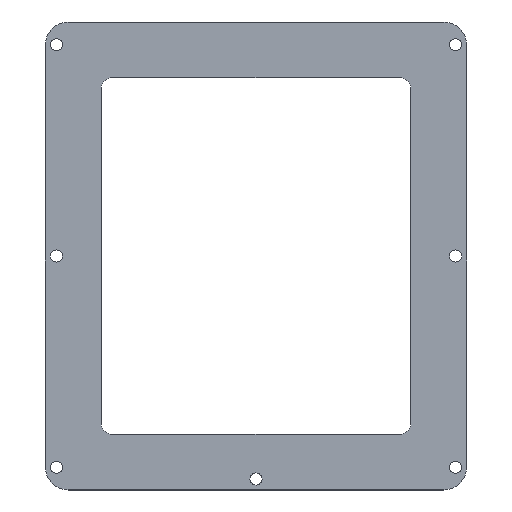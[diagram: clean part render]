
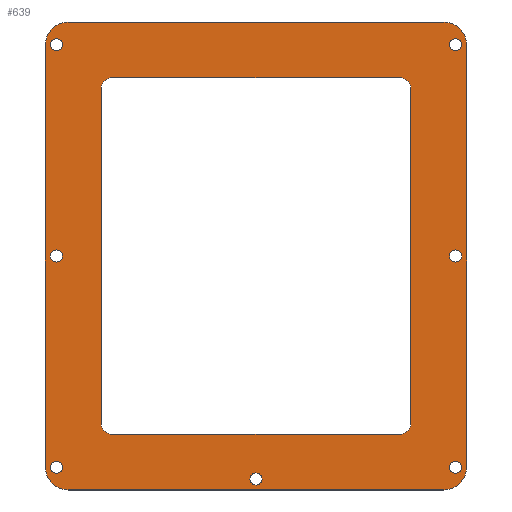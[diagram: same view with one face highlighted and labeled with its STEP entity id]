
A CAD part, top view. The second image highlights one B-rep face of the part: STEP entity #639.
In plain terms, the highlighted planar face has unit normal (0, 0, 1).
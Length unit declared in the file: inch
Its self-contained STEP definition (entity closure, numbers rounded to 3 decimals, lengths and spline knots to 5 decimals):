
#38=FACE_BOUND('',#128,.T.);
#39=FACE_BOUND('',#129,.T.);
#40=FACE_BOUND('',#130,.T.);
#41=FACE_BOUND('',#131,.T.);
#42=FACE_BOUND('',#132,.T.);
#43=FACE_BOUND('',#133,.T.);
#44=FACE_BOUND('',#134,.T.);
#45=FACE_BOUND('',#135,.T.);
#51=PLANE('',#738);
#87=FACE_OUTER_BOUND('',#127,.T.);
#127=EDGE_LOOP('',(#536,#537,#538,#539,#540,#541,#542,#543));
#128=EDGE_LOOP('',(#544));
#129=EDGE_LOOP('',(#545));
#130=EDGE_LOOP('',(#546));
#131=EDGE_LOOP('',(#547));
#132=EDGE_LOOP('',(#548));
#133=EDGE_LOOP('',(#549));
#134=EDGE_LOOP('',(#550));
#135=EDGE_LOOP('',(#551,#552,#553,#554,#555,#556,#557,#558));
#136=LINE('',#951,#174);
#138=LINE('',#971,#176);
#141=LINE('',#978,#179);
#142=LINE('',#992,#180);
#164=LINE('',#1089,#202);
#167=LINE('',#1097,#205);
#170=LINE('',#1105,#208);
#173=LINE('',#1112,#211);
#174=VECTOR('',#749,0.3937);
#176=VECTOR('',#773,0.3937);
#179=VECTOR('',#780,0.3937);
#180=VECTOR('',#799,0.3937);
#202=VECTOR('',#907,0.3937);
#205=VECTOR('',#916,0.3937);
#208=VECTOR('',#925,0.3937);
#211=VECTOR('',#934,0.3937);
#215=CIRCLE('',#667,0.125);
#219=CIRCLE('',#672,0.125);
#223=CIRCLE('',#679,0.125);
#227=CIRCLE('',#684,0.125);
#240=CIRCLE('',#701,0.0645);
#242=CIRCLE('',#705,0.0645);
#244=CIRCLE('',#709,0.0645);
#246=CIRCLE('',#713,0.0645);
#248=CIRCLE('',#717,0.0645);
#250=CIRCLE('',#721,0.0645);
#252=CIRCLE('',#725,0.0645);
#253=CIRCLE('',#727,0.242);
#254=CIRCLE('',#730,0.242);
#255=CIRCLE('',#733,0.242);
#256=CIRCLE('',#736,0.242);
#258=VERTEX_POINT('',#948);
#259=VERTEX_POINT('',#950);
#262=VERTEX_POINT('',#957);
#263=VERTEX_POINT('',#962);
#266=VERTEX_POINT('',#969);
#267=VERTEX_POINT('',#974);
#270=VERTEX_POINT('',#981);
#271=VERTEX_POINT('',#986);
#289=VERTEX_POINT('',#1030);
#291=VERTEX_POINT('',#1038);
#293=VERTEX_POINT('',#1046);
#295=VERTEX_POINT('',#1054);
#297=VERTEX_POINT('',#1062);
#299=VERTEX_POINT('',#1070);
#301=VERTEX_POINT('',#1078);
#302=VERTEX_POINT('',#1082);
#303=VERTEX_POINT('',#1083);
#304=VERTEX_POINT('',#1088);
#305=VERTEX_POINT('',#1092);
#306=VERTEX_POINT('',#1096);
#307=VERTEX_POINT('',#1100);
#308=VERTEX_POINT('',#1104);
#309=VERTEX_POINT('',#1108);
#311=EDGE_CURVE('',#259,#258,#136,.T.);
#315=EDGE_CURVE('',#262,#258,#215,.T.);
#319=EDGE_CURVE('',#259,#263,#219,.T.);
#321=EDGE_CURVE('',#262,#266,#138,.T.);
#325=EDGE_CURVE('',#267,#263,#141,.T.);
#327=EDGE_CURVE('',#270,#266,#223,.T.);
#331=EDGE_CURVE('',#267,#271,#227,.T.);
#332=EDGE_CURVE('',#270,#271,#142,.T.);
#352=EDGE_CURVE('',#289,#289,#240,.T.);
#356=EDGE_CURVE('',#291,#291,#242,.T.);
#360=EDGE_CURVE('',#293,#293,#244,.T.);
#364=EDGE_CURVE('',#295,#295,#246,.T.);
#368=EDGE_CURVE('',#297,#297,#248,.T.);
#372=EDGE_CURVE('',#299,#299,#250,.T.);
#376=EDGE_CURVE('',#301,#301,#252,.T.);
#377=EDGE_CURVE('',#302,#303,#253,.T.);
#380=EDGE_CURVE('',#303,#304,#164,.T.);
#382=EDGE_CURVE('',#304,#305,#254,.T.);
#384=EDGE_CURVE('',#305,#306,#167,.T.);
#386=EDGE_CURVE('',#306,#307,#255,.T.);
#388=EDGE_CURVE('',#308,#302,#170,.T.);
#390=EDGE_CURVE('',#309,#308,#256,.T.);
#392=EDGE_CURVE('',#307,#309,#173,.T.);
#536=ORIENTED_EDGE('',*,*,#386,.T.);
#537=ORIENTED_EDGE('',*,*,#392,.T.);
#538=ORIENTED_EDGE('',*,*,#390,.T.);
#539=ORIENTED_EDGE('',*,*,#388,.T.);
#540=ORIENTED_EDGE('',*,*,#377,.T.);
#541=ORIENTED_EDGE('',*,*,#380,.T.);
#542=ORIENTED_EDGE('',*,*,#382,.T.);
#543=ORIENTED_EDGE('',*,*,#384,.T.);
#544=ORIENTED_EDGE('',*,*,#352,.T.);
#545=ORIENTED_EDGE('',*,*,#356,.T.);
#546=ORIENTED_EDGE('',*,*,#360,.T.);
#547=ORIENTED_EDGE('',*,*,#364,.T.);
#548=ORIENTED_EDGE('',*,*,#368,.T.);
#549=ORIENTED_EDGE('',*,*,#372,.T.);
#550=ORIENTED_EDGE('',*,*,#376,.T.);
#551=ORIENTED_EDGE('',*,*,#332,.T.);
#552=ORIENTED_EDGE('',*,*,#331,.F.);
#553=ORIENTED_EDGE('',*,*,#325,.T.);
#554=ORIENTED_EDGE('',*,*,#319,.F.);
#555=ORIENTED_EDGE('',*,*,#311,.T.);
#556=ORIENTED_EDGE('',*,*,#315,.F.);
#557=ORIENTED_EDGE('',*,*,#321,.T.);
#558=ORIENTED_EDGE('',*,*,#327,.F.);
#639=ADVANCED_FACE('',(#87,#38,#39,#40,#41,#42,#43,#44,#45),#51,.T.);
#667=AXIS2_PLACEMENT_3D('',#959,#757,#758);
#672=AXIS2_PLACEMENT_3D('',#966,#767,#768);
#679=AXIS2_PLACEMENT_3D('',#983,#785,#786);
#684=AXIS2_PLACEMENT_3D('',#990,#795,#796);
#701=AXIS2_PLACEMENT_3D('',#1032,#837,#838);
#705=AXIS2_PLACEMENT_3D('',#1040,#847,#848);
#709=AXIS2_PLACEMENT_3D('',#1048,#857,#858);
#713=AXIS2_PLACEMENT_3D('',#1056,#867,#868);
#717=AXIS2_PLACEMENT_3D('',#1064,#877,#878);
#721=AXIS2_PLACEMENT_3D('',#1072,#887,#888);
#725=AXIS2_PLACEMENT_3D('',#1080,#897,#898);
#727=AXIS2_PLACEMENT_3D('',#1084,#901,#902);
#730=AXIS2_PLACEMENT_3D('',#1093,#911,#912);
#733=AXIS2_PLACEMENT_3D('',#1101,#920,#921);
#736=AXIS2_PLACEMENT_3D('',#1109,#929,#930);
#738=AXIS2_PLACEMENT_3D('',#1113,#935,#936);
#749=DIRECTION('',(0.,1.,0.));
#757=DIRECTION('center_axis',(0.,0.,1.));
#758=DIRECTION('ref_axis',(-0.707,0.707,0.));
#767=DIRECTION('center_axis',(0.,0.,1.));
#768=DIRECTION('ref_axis',(-0.707,-0.707,0.));
#773=DIRECTION('',(1.,0.,0.));
#780=DIRECTION('',(-1.,0.,0.));
#785=DIRECTION('center_axis',(0.,0.,1.));
#786=DIRECTION('ref_axis',(0.707,0.707,0.));
#795=DIRECTION('center_axis',(0.,0.,1.));
#796=DIRECTION('ref_axis',(0.707,-0.707,0.));
#799=DIRECTION('',(0.,-1.,0.));
#837=DIRECTION('center_axis',(0.,0.,-1.));
#838=DIRECTION('ref_axis',(-1.,0.,0.));
#847=DIRECTION('center_axis',(0.,0.,-1.));
#848=DIRECTION('ref_axis',(-1.,0.,0.));
#857=DIRECTION('center_axis',(0.,0.,-1.));
#858=DIRECTION('ref_axis',(-1.,0.,0.));
#867=DIRECTION('center_axis',(0.,0.,-1.));
#868=DIRECTION('ref_axis',(-1.,0.,0.));
#877=DIRECTION('center_axis',(0.,0.,-1.));
#878=DIRECTION('ref_axis',(-1.,0.,0.));
#887=DIRECTION('center_axis',(0.,0.,-1.));
#888=DIRECTION('ref_axis',(-1.,0.,0.));
#897=DIRECTION('center_axis',(0.,0.,-1.));
#898=DIRECTION('ref_axis',(-1.,0.,0.));
#901=DIRECTION('center_axis',(0.,0.,1.));
#902=DIRECTION('ref_axis',(1.,0.,0.));
#907=DIRECTION('',(0.,-1.,0.));
#911=DIRECTION('center_axis',(0.,0.,1.));
#912=DIRECTION('ref_axis',(0.,1.,0.));
#916=DIRECTION('',(1.,0.,0.));
#920=DIRECTION('center_axis',(0.,0.,1.));
#921=DIRECTION('ref_axis',(-1.,0.,0.));
#925=DIRECTION('',(-1.,0.,0.));
#929=DIRECTION('center_axis',(0.,0.,1.));
#930=DIRECTION('ref_axis',(0.,-1.,0.));
#934=DIRECTION('',(0.,1.,0.));
#935=DIRECTION('center_axis',(0.,0.,1.));
#936=DIRECTION('ref_axis',(1.,0.,0.));
#948=CARTESIAN_POINT('',(-1.65,1.775,0.));
#950=CARTESIAN_POINT('',(-1.65,-1.775,0.));
#951=CARTESIAN_POINT('',(-1.65,-0.95,0.));
#957=CARTESIAN_POINT('',(-1.525,1.9,0.));
#959=CARTESIAN_POINT('Origin',(-1.525,1.775,0.));
#962=CARTESIAN_POINT('',(-1.525,-1.9,0.));
#966=CARTESIAN_POINT('Origin',(-1.525,-1.775,0.));
#969=CARTESIAN_POINT('',(1.525,1.9,0.));
#971=CARTESIAN_POINT('',(-0.825,1.9,0.));
#974=CARTESIAN_POINT('',(1.525,-1.9,0.));
#978=CARTESIAN_POINT('',(0.825,-1.9,0.));
#981=CARTESIAN_POINT('',(1.65,1.775,0.));
#983=CARTESIAN_POINT('Origin',(1.525,1.775,0.));
#986=CARTESIAN_POINT('',(1.65,-1.775,0.));
#990=CARTESIAN_POINT('Origin',(1.525,-1.775,0.));
#992=CARTESIAN_POINT('',(1.65,0.95,0.));
#1030=CARTESIAN_POINT('',(-2.0605,-2.25,0.));
#1032=CARTESIAN_POINT('Origin',(-2.125,-2.25,0.));
#1038=CARTESIAN_POINT('',(-2.0605,0.,0.));
#1040=CARTESIAN_POINT('Origin',(-2.125,0.,0.));
#1046=CARTESIAN_POINT('',(2.1895,0.,0.));
#1048=CARTESIAN_POINT('Origin',(2.125,0.,0.));
#1054=CARTESIAN_POINT('',(2.1895,2.25,0.));
#1056=CARTESIAN_POINT('Origin',(2.125,2.25,0.));
#1062=CARTESIAN_POINT('',(0.0645,-2.375,0.));
#1064=CARTESIAN_POINT('Origin',(0.,-2.375,0.));
#1070=CARTESIAN_POINT('',(-2.0605,2.25,0.));
#1072=CARTESIAN_POINT('Origin',(-2.125,2.25,0.));
#1078=CARTESIAN_POINT('',(2.1895,-2.25,0.));
#1080=CARTESIAN_POINT('Origin',(2.125,-2.25,0.));
#1082=CARTESIAN_POINT('',(-2.,2.492,0.));
#1083=CARTESIAN_POINT('',(-2.242,2.25,0.));
#1084=CARTESIAN_POINT('Origin',(-2.,2.25,0.));
#1088=CARTESIAN_POINT('',(-2.242,-2.25,0.));
#1089=CARTESIAN_POINT('',(-2.242,1.125,0.));
#1092=CARTESIAN_POINT('',(-2.,-2.492,0.));
#1093=CARTESIAN_POINT('Origin',(-2.,-2.25,0.));
#1096=CARTESIAN_POINT('',(2.,-2.492,0.));
#1097=CARTESIAN_POINT('',(-1.,-2.492,0.));
#1100=CARTESIAN_POINT('',(2.242,-2.25,0.));
#1101=CARTESIAN_POINT('Origin',(2.,-2.25,0.));
#1104=CARTESIAN_POINT('',(2.,2.492,0.));
#1105=CARTESIAN_POINT('',(1.,2.492,0.));
#1108=CARTESIAN_POINT('',(2.242,2.25,0.));
#1109=CARTESIAN_POINT('Origin',(2.,2.25,0.));
#1112=CARTESIAN_POINT('',(2.242,-1.125,0.));
#1113=CARTESIAN_POINT('Origin',(0.,0.,
0.));
